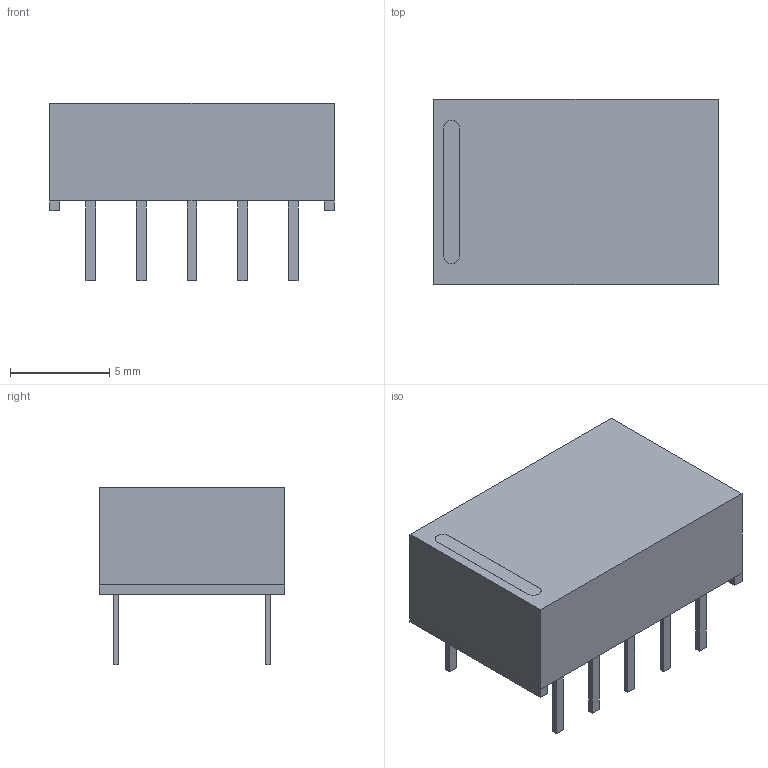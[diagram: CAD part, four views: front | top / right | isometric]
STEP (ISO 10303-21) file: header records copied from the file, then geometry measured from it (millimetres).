
FILE_DESCRIPTION((''),'2;1');
FILE_NAME('REL_OMRON_G6H-2.stp','2009-02-16T17:13:57',(''),(''),'Mechanical Desktop 2006','Mechanical Desktop 2006',', , ');
FILE_SCHEMA(('AUTOMOTIVE_DESIGN { 1 2 10303 214 0 1 1 1 }'));
Length unit declared in the file: millimetre
Products named in the file (1): Product
Bounding box: 14.3 x 9.3 x 8.9 mm (x, y, z)
Volume: 661.3 mm3; surface area: 610.7 mm2
Topology: 14 solids, 14 shells, 93 faces, 254 edges, 252 vertices
Faces by surface type: plane 85, cylinder 8
Entity records: 2917 total; most frequent: CARTESIAN_POINT 538, DIRECTION 458, ORIENTED_EDGE 384, VECTOR 238, LINE 238, EDGE_CURVE 192, VERTEX_POINT 128, AXIS2_PLACEMENT_3D 110
